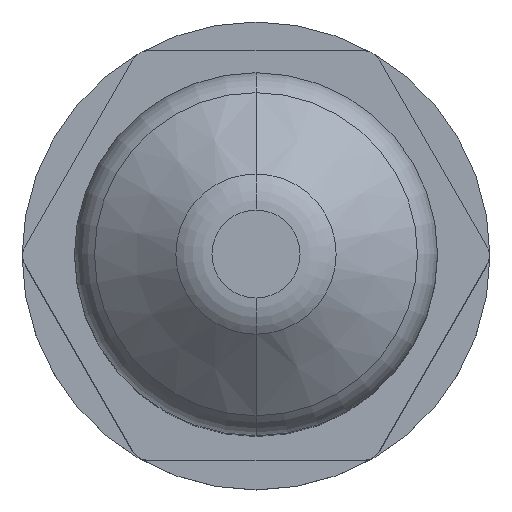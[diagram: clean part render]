
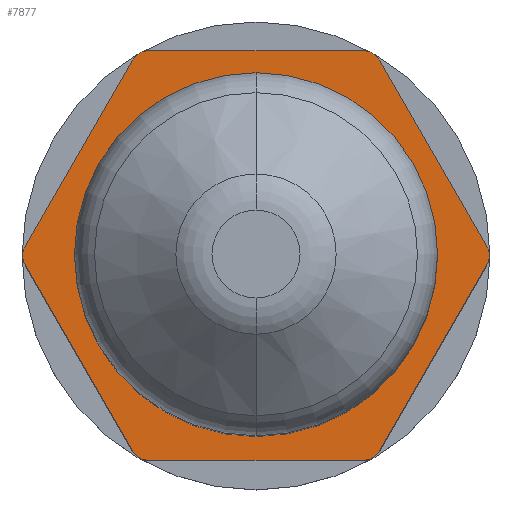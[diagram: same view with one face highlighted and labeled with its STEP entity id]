
A CAD part, top view. The second image highlights one B-rep face of the part: STEP entity #7877.
In plain terms, the highlighted face is planar.
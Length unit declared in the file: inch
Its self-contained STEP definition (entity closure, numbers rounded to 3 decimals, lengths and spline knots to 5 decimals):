
#723 = CARTESIAN_POINT ( 'NONE',  ( 0., 0.1, 0. ) ) ;
#724 = DIRECTION ( 'NONE',  ( 0., 1., 0. ) ) ;
#725 = DIRECTION ( 'NONE',  ( 0., 0., 1. ) ) ;
#732 = CARTESIAN_POINT ( 'NONE',  ( -0.1263, 0.1, -0.21875 ) ) ;
#735 = DIRECTION ( 'NONE',  ( -0.5, 0., 0.866 ) ) ;
#739 = CARTESIAN_POINT ( 'NONE',  ( 0.1263, 0.1, 0.21875 ) ) ;
#746 = CARTESIAN_POINT ( 'NONE',  ( -0.25259, 0.1, 0. ) ) ;
#747 = DIRECTION ( 'NONE',  ( 0.5, 0., 0.866 ) ) ;
#756 = DIRECTION ( 'NONE',  ( -1., 0., 0. ) ) ;
#760 = CARTESIAN_POINT ( 'NONE',  ( 0.25259, 0.1, 0. ) ) ;
#763 = DIRECTION ( 'NONE',  ( -0.5, 0., 0.866 ) ) ;
#772 = CARTESIAN_POINT ( 'NONE',  ( 0.1263, 0.1, -0.21875 ) ) ;
#773 = DIRECTION ( 'NONE',  ( 0.5, 0., 0.866 ) ) ;
#781 = CARTESIAN_POINT ( 'NONE',  ( -0.1263, 0.1, -0.21875 ) ) ;
#782 = DIRECTION ( 'NONE',  ( 1., 0., 0. ) ) ;
#790 = CARTESIAN_POINT ( 'NONE',  ( 0., 0.1, 0. ) ) ;
#793 = DIRECTION ( 'NONE',  ( 0., 1., 0. ) ) ;
#794 = DIRECTION ( 'NONE',  ( 0., 0., 1. ) ) ;
#796 = CARTESIAN_POINT ( 'NONE',  ( 0.11475, 0.1, 0.19875 ) ) ;
#797 = DIRECTION ( 'NONE',  ( 0., 1., 0. ) ) ;
#799 = DIRECTION ( 'NONE',  ( 0., 0., -1. ) ) ;
#800 = CARTESIAN_POINT ( 'NONE',  ( 0.2295, 0.1, 0. ) ) ;
#801 = DIRECTION ( 'NONE',  ( 0., 1., 0. ) ) ;
#802 = DIRECTION ( 'NONE',  ( 0., 0., -1. ) ) ;
#803 = CARTESIAN_POINT ( 'NONE',  ( 0.11475, 0.1, -0.19875 ) ) ;
#804 = DIRECTION ( 'NONE',  ( 0., 1., 0. ) ) ;
#805 = DIRECTION ( 'NONE',  ( 0., 0., -1. ) ) ;
#807 = CARTESIAN_POINT ( 'NONE',  ( -0.11475, 0.1, -0.19875 ) ) ;
#808 = DIRECTION ( 'NONE',  ( 0., 1., 0. ) ) ;
#809 = DIRECTION ( 'NONE',  ( 0., 0., -1. ) ) ;
#810 = CARTESIAN_POINT ( 'NONE',  ( -0.2295, 0.1, 0. ) ) ;
#811 = DIRECTION ( 'NONE',  ( 0., 1., 0. ) ) ;
#812 = DIRECTION ( 'NONE',  ( 0., 0., -1. ) ) ;
#814 = CARTESIAN_POINT ( 'NONE',  ( -0.11475, 0.1, 0.19875 ) ) ;
#816 = DIRECTION ( 'NONE',  ( 0., 1., 0. ) ) ;
#817 = DIRECTION ( 'NONE',  ( 0., 0., -1. ) ) ;
#1470 = DIRECTION ( 'NONE',  ( 0., -1., 0. ) ) ;
#1493 = CARTESIAN_POINT ( 'NONE',  ( -0.37889, 0.1, 0.21875 ) ) ;
#1541 = PLANE ( 'NONE',  #2554 ) ;
#1554 = DIRECTION ( 'NONE',  ( 0., 0., -1. ) ) ;
#1710 = CARTESIAN_POINT ( 'NONE',  ( 0.11475, 0.1, 0.21875 ) ) ;
#1789 = CARTESIAN_POINT ( 'NONE',  ( 0., 0.1, 0.185 ) ) ;
#1836 = CARTESIAN_POINT ( 'NONE',  ( 0.24682, 0.1, 0.01 ) ) ;
#1977 = CARTESIAN_POINT ( 'NONE',  ( 0., 0.1, -0.185 ) ) ;
#2013 = CARTESIAN_POINT ( 'NONE',  ( 0.13207, 0.1, 0.20875 ) ) ;
#2335 = CARTESIAN_POINT ( 'NONE',  ( -0.24682, 0.1, -0.01 ) ) ;
#2338 = CARTESIAN_POINT ( 'NONE',  ( -0.11475, 0.1, 0.21875 ) ) ;
#2400 = CARTESIAN_POINT ( 'NONE',  ( -0.11475, 0.1, -0.21875 ) ) ;
#2431 = CARTESIAN_POINT ( 'NONE',  ( -0.13207, 0.1, -0.20875 ) ) ;
#2554 = AXIS2_PLACEMENT_3D ( 'NONE', #1493, #1470, #1554 ) ;
#2928 = AXIS2_PLACEMENT_3D ( 'NONE', #814, #816, #817 ) ;
#2929 = AXIS2_PLACEMENT_3D ( 'NONE', #810, #811, #812 ) ;
#2930 = AXIS2_PLACEMENT_3D ( 'NONE', #807, #808, #809 ) ;
#2931 = AXIS2_PLACEMENT_3D ( 'NONE', #803, #804, #805 ) ;
#2932 = AXIS2_PLACEMENT_3D ( 'NONE', #800, #801, #802 ) ;
#2933 = AXIS2_PLACEMENT_3D ( 'NONE', #796, #797, #799 ) ;
#2934 = AXIS2_PLACEMENT_3D ( 'NONE', #790, #793, #794 ) ;
#2935 = AXIS2_PLACEMENT_3D ( 'NONE', #723, #724, #725 ) ;
#3715 = EDGE_LOOP ( 'NONE', ( #10837, #10838, #10839, #10840, #10841, #10842, #10843, #10844, #10845, #10846, #10847, #10848 ) ) ;
#3721 = EDGE_LOOP ( 'NONE', ( #10835, #10836 ) ) ;
#3972 = CARTESIAN_POINT ( 'NONE',  ( 0.13207, 0.1, -0.20875 ) ) ;
#4357 = CARTESIAN_POINT ( 'NONE',  ( 0.11475, 0.1, -0.21875 ) ) ;
#5378 = VERTEX_POINT ( 'NONE', #4357 ) ;
#5448 = VERTEX_POINT ( 'NONE', #3972 ) ;
#5495 = VERTEX_POINT ( 'NONE', #1836 ) ;
#5529 = VERTEX_POINT ( 'NONE', #1977 ) ;
#5540 = VERTEX_POINT ( 'NONE', #2013 ) ;
#5656 = VERTEX_POINT ( 'NONE', #2335 ) ;
#5734 = VERTEX_POINT ( 'NONE', #1710 ) ;
#5761 = VERTEX_POINT ( 'NONE', #2338 ) ;
#5785 = VERTEX_POINT ( 'NONE', #1789 ) ;
#5820 = VERTEX_POINT ( 'NONE', #2431 ) ;
#5827 = VERTEX_POINT ( 'NONE', #2400 ) ;
#6092 = EDGE_CURVE ( 'NONE', #5529, #5785, #9110, .T. ) ;
#6096 = EDGE_CURVE ( 'NONE', #5820, #5656, #9127, .T. ) ;
#6100 = EDGE_CURVE ( 'NONE', #11080, #11034, #9140, .T. ) ;
#6104 = EDGE_CURVE ( 'NONE', #5734, #5761, #9116, .T. ) ;
#6106 = EDGE_CURVE ( 'NONE', #5495, #5540, #9089, .T. ) ;
#6110 = EDGE_CURVE ( 'NONE', #5448, #11058, #9111, .T. ) ;
#6114 = EDGE_CURVE ( 'NONE', #5827, #5378, #9103, .T. ) ;
#6118 = EDGE_CURVE ( 'NONE', #5785, #5529, #9172, .T. ) ;
#6119 = EDGE_CURVE ( 'NONE', #5734, #5540, #9283, .T. ) ;
#6120 = EDGE_CURVE ( 'NONE', #5495, #11058, #9095, .T. ) ;
#6121 = EDGE_CURVE ( 'NONE', #5448, #5378, #9148, .T. ) ;
#6122 = EDGE_CURVE ( 'NONE', #5827, #5820, #9169, .T. ) ;
#6123 = EDGE_CURVE ( 'NONE', #5656, #11080, #9276, .T. ) ;
#6124 = EDGE_CURVE ( 'NONE', #11034, #5761, #9115, .T. ) ;
#6500 = CARTESIAN_POINT ( 'NONE',  ( -0.24682, 0.1, 0.01 ) ) ;
#6536 = CARTESIAN_POINT ( 'NONE',  ( 0.24682, 0.1, -0.01 ) ) ;
#6583 = CARTESIAN_POINT ( 'NONE',  ( -0.13207, 0.1, 0.20875 ) ) ;
#7877 = ADVANCED_FACE ( 'NONE', ( #10427, #10539 ), #1541, .F. ) ;
#9089 = LINE ( 'NONE', #760, #9090 ) ;
#9090 = VECTOR ( 'NONE', #763, 39.37008 ) ;
#9095 = CIRCLE ( 'NONE', #2932, 0.02 ) ;
#9103 = LINE ( 'NONE', #781, #9258 ) ;
#9109 = VECTOR ( 'NONE', #756, 39.37008 ) ;
#9110 = CIRCLE ( 'NONE', #2935, 0.185 ) ;
#9111 = LINE ( 'NONE', #772, #9119 ) ;
#9115 = CIRCLE ( 'NONE', #2928, 0.02 ) ;
#9116 = LINE ( 'NONE', #739, #9109 ) ;
#9119 = VECTOR ( 'NONE', #773, 39.37008 ) ;
#9120 = VECTOR ( 'NONE', #747, 39.37008 ) ;
#9127 = LINE ( 'NONE', #732, #9187 ) ;
#9140 = LINE ( 'NONE', #746, #9120 ) ;
#9148 = CIRCLE ( 'NONE', #2931, 0.02 ) ;
#9169 = CIRCLE ( 'NONE', #2930, 0.02 ) ;
#9172 = CIRCLE ( 'NONE', #2934, 0.185 ) ;
#9187 = VECTOR ( 'NONE', #735, 39.37008 ) ;
#9258 = VECTOR ( 'NONE', #782, 39.37008 ) ;
#9276 = CIRCLE ( 'NONE', #2929, 0.02 ) ;
#9283 = CIRCLE ( 'NONE', #2933, 0.02 ) ;
#10427 = FACE_BOUND ( 'NONE', #3721, .T. ) ;
#10539 = FACE_OUTER_BOUND ( 'NONE', #3715, .T. ) ;
#10835 = ORIENTED_EDGE ( 'NONE', *, *, #6118, .F. ) ;
#10836 = ORIENTED_EDGE ( 'NONE', *, *, #6092, .F. ) ;
#10837 = ORIENTED_EDGE ( 'NONE', *, *, #6104, .F. ) ;
#10838 = ORIENTED_EDGE ( 'NONE', *, *, #6119, .T. ) ;
#10839 = ORIENTED_EDGE ( 'NONE', *, *, #6106, .F. ) ;
#10840 = ORIENTED_EDGE ( 'NONE', *, *, #6120, .T. ) ;
#10841 = ORIENTED_EDGE ( 'NONE', *, *, #6110, .F. ) ;
#10842 = ORIENTED_EDGE ( 'NONE', *, *, #6121, .T. ) ;
#10843 = ORIENTED_EDGE ( 'NONE', *, *, #6114, .F. ) ;
#10844 = ORIENTED_EDGE ( 'NONE', *, *, #6122, .T. ) ;
#10845 = ORIENTED_EDGE ( 'NONE', *, *, #6096, .T. ) ;
#10846 = ORIENTED_EDGE ( 'NONE', *, *, #6123, .T. ) ;
#10847 = ORIENTED_EDGE ( 'NONE', *, *, #6100, .T. ) ;
#10848 = ORIENTED_EDGE ( 'NONE', *, *, #6124, .T. ) ;
#11034 = VERTEX_POINT ( 'NONE', #6583 ) ;
#11058 = VERTEX_POINT ( 'NONE', #6536 ) ;
#11080 = VERTEX_POINT ( 'NONE', #6500 ) ;
